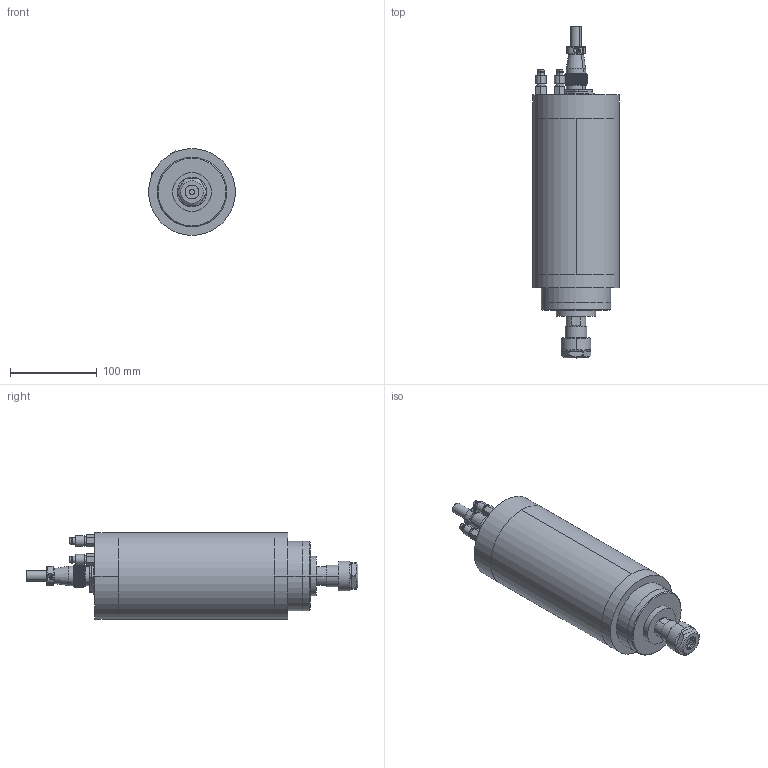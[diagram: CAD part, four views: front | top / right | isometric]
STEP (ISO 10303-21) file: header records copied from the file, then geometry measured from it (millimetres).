
FILE_DESCRIPTION (( 'STEP AP214' ), '1' );
FILE_NAME ('GDZ-24-3.STEP', '2024-08-01T08:44:40', ( '00' ), ( '' ), 'SwSTEP 2.0', 'SolidWorks 2018', '' );
FILE_SCHEMA (( 'AUTOMOTIVE_DESIGN' ));
Length unit declared in the file: millimetre
Products named in the file (15): YD20-4瑤脣釱; GDZ24-1B堤盄釱; GDZ24-1B儂褲; GDZ-24-3; YD20-4瑤脣芛; ER20蹟簽_1; GDZ24-1B儂褲2; GDZ17阨郲; YD20-4瑤脣; GDZ24-1B儂褲3; GDZ24-1B儂褲1; GBT823_M3℅10; GDZ24-1B粣創釱; ER20 粟俶芠標_1; GDZ24-1B粣芛
Assembly tree (16 placements, depth 3):
  GDZ-24-3
    GDZ24-1B儂褲
    ER20 粟俶芠標_1
    ER20蹟簽_1
    GDZ17阨郲  x2
    GDZ24-1B堤盄釱
    GDZ24-1B粣芛
    GDZ24-1B粣創釱
    GDZ24-1B儂褲1
    GDZ24-1B儂褲2
    GDZ24-1B儂褲3
    YD20-4瑤脣
      YD20-4瑤脣釱
      YD20-4瑤脣芛
      GBT823_M3℅10  x2
Bounding box: 100 x 382.3 x 100 mm (x, y, z)
Volume: 1935851.5 mm3; surface area: 184879.6 mm2
Topology: 20 solids, 20 shells, 3206 faces, 7922 edges, 5221 vertices
Faces by surface type: plane 1317, cone 1043, cylinder 796, torus 21, bspline 17, sphere 12
Entity records: 101437 total; most frequent: CARTESIAN_POINT 24995, ORIENTED_EDGE 15568, DIRECTION 14588, EDGE_CURVE 7784, AXIS2_PLACEMENT_3D 5914, VERTEX_POINT 5157, EDGE_LOOP 3687, FACE_OUTER_BOUND 3155
